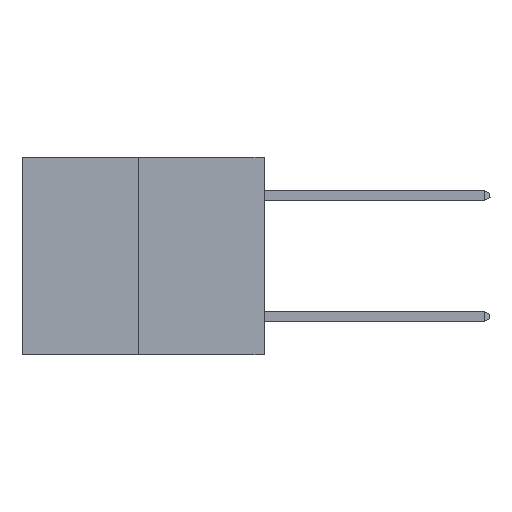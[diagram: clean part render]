
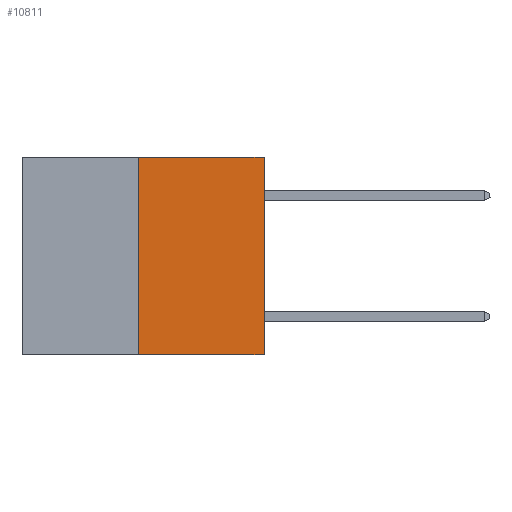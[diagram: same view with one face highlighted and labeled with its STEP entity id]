
A CAD part, left-side view. The second image highlights one B-rep face of the part: STEP entity #10811.
In plain terms, the highlighted planar face has unit normal (-1, 0, 0).
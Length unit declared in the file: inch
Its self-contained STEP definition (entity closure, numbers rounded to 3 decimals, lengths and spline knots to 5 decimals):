
#89 = DIRECTION ( 'NONE',  ( 0., 0., 1. ) ) ;
#1602 = CARTESIAN_POINT ( 'NONE',  ( 0., 0., -0.49 ) ) ;
#2777 = CARTESIAN_POINT ( 'NONE',  ( 0., 0.312, 0. ) ) ;
#4223 = DIRECTION ( 'NONE',  ( 0., -1., 0. ) ) ;
#4611 = PLANE ( 'NONE',  #8690 ) ;
#4982 = EDGE_CURVE ( 'NONE', #8608, #17352, #10751, .T. ) ;
#5108 = FACE_OUTER_BOUND ( 'NONE', #20931, .T. ) ;
#5234 = LINE ( 'NONE', #18462, #15264 ) ;
#6030 = VECTOR ( 'NONE', #7988, 39.37008 ) ;
#6088 = CARTESIAN_POINT ( 'NONE',  ( 0., 0.312, -0.49 ) ) ;
#6431 = ORIENTED_EDGE ( 'NONE', *, *, #21245, .F. ) ;
#6898 = EDGE_CURVE ( 'NONE', #19714, #8608, #15627, .T. ) ;
#7988 = DIRECTION ( 'NONE',  ( 0., 0., 1. ) ) ;
#8608 = VERTEX_POINT ( 'NONE', #1602 ) ;
#8668 = EDGE_CURVE ( 'NONE', #9879, #17352, #5234, .T. ) ;
#8690 = AXIS2_PLACEMENT_3D ( 'NONE', #17043, #18843, #11826 ) ;
#9197 = CARTESIAN_POINT ( 'NONE',  ( 0., 0.312, -0.49 ) ) ;
#9589 = ORIENTED_EDGE ( 'NONE', *, *, #6898, .T. ) ;
#9777 = CARTESIAN_POINT ( 'NONE',  ( 0., 0., 0. ) ) ;
#9842 = LINE ( 'NONE', #9197, #14019 ) ;
#9879 = VERTEX_POINT ( 'NONE', #2777 ) ;
#10233 = DIRECTION ( 'NONE',  ( 0., -1., 0. ) ) ;
#10751 = LINE ( 'NONE', #18657, #6030 ) ;
#10811 = ADVANCED_FACE ( 'NONE', ( #5108 ), #4611, .F. ) ;
#11826 = DIRECTION ( 'NONE',  ( 0., 0., -1. ) ) ;
#12056 = ORIENTED_EDGE ( 'NONE', *, *, #4982, .T. ) ;
#13367 = VECTOR ( 'NONE', #10233, 39.37008 ) ;
#14019 = VECTOR ( 'NONE', #89, 39.37008 ) ;
#14952 = ORIENTED_EDGE ( 'NONE', *, *, #8668, .F. ) ;
#15264 = VECTOR ( 'NONE', #4223, 39.37008 ) ;
#15627 = LINE ( 'NONE', #15751, #13367 ) ;
#15751 = CARTESIAN_POINT ( 'NONE',  ( 0., 0.6, -0.49 ) ) ;
#17043 = CARTESIAN_POINT ( 'NONE',  ( 0., 0.6, 0. ) ) ;
#17352 = VERTEX_POINT ( 'NONE', #9777 ) ;
#18462 = CARTESIAN_POINT ( 'NONE',  ( 0., 0.6, 0. ) ) ;
#18657 = CARTESIAN_POINT ( 'NONE',  ( 0., 0., 0. ) ) ;
#18843 = DIRECTION ( 'NONE',  ( 1., 0., 0. ) ) ;
#19714 = VERTEX_POINT ( 'NONE', #6088 ) ;
#20931 = EDGE_LOOP ( 'NONE', ( #6431, #9589, #12056, #14952 ) ) ;
#21245 = EDGE_CURVE ( 'NONE', #19714, #9879, #9842, .T. ) ;
